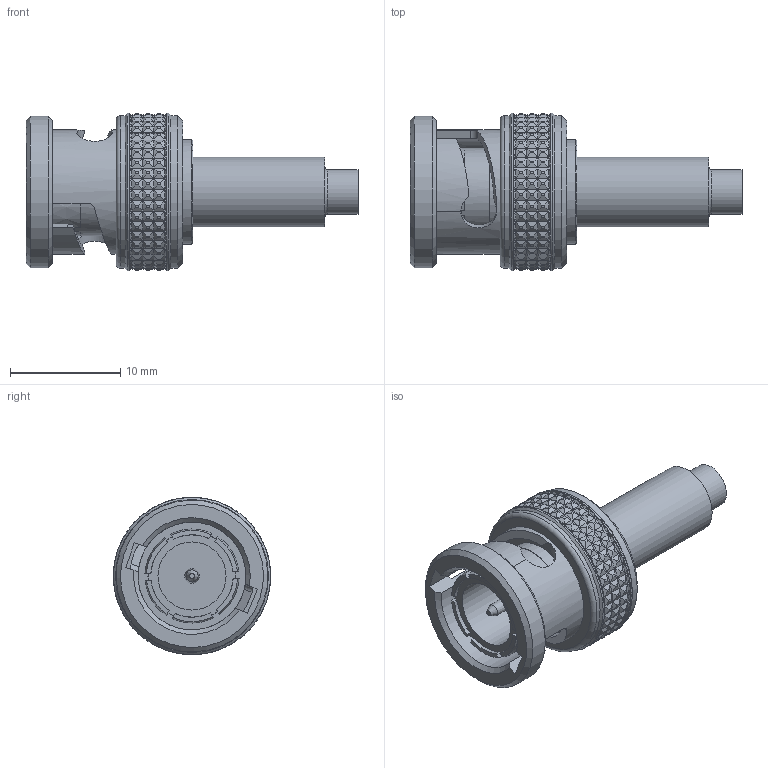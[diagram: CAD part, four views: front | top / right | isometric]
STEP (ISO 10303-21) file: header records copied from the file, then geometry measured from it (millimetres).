
FILE_DESCRIPTION (( 'STEP AP203' ), '1' );
FILE_NAME ('R142.076.000H.STEP', '2012-05-03T05:35:39', ( 'Radiall' ), ( '' ), 'SwSTEP 2.0', 'SolidWorks 2011', '' );
FILE_SCHEMA (( 'CONFIG_CONTROL_DESIGN' ));
Length unit declared in the file: millimetre
Products named in the file (1): R142.076.000H
Bounding box: 30.18 x 14.3 x 14.3 mm (x, y, z)
Volume: 1817.5 mm3; surface area: 1828.7 mm2
Topology: 1 solids, 1 shells, 1068 faces, 2292 edges, 1230 vertices
Faces by surface type: plane 565, cone 343, cylinder 152, torus 8
Full cylindrical faces by diameter (mm): 3.25 x1, 4.05 x1, 6.2 x1, 6.35 x1, 7.965 x1, 8 x1, 9.5 x1, 9.8 x1, 11.3 x1, 13.8 x1, 13.9 x2, 14.3 x2
Entity records: 28388 total; most frequent: CARTESIAN_POINT 7054, ORIENTED_EDGE 4482, DIRECTION 4239, EDGE_CURVE 2241, AXIS2_PLACEMENT_3D 1719, VERTEX_POINT 1212, EDGE_LOOP 1105, FACE_OUTER_BOUND 1082
